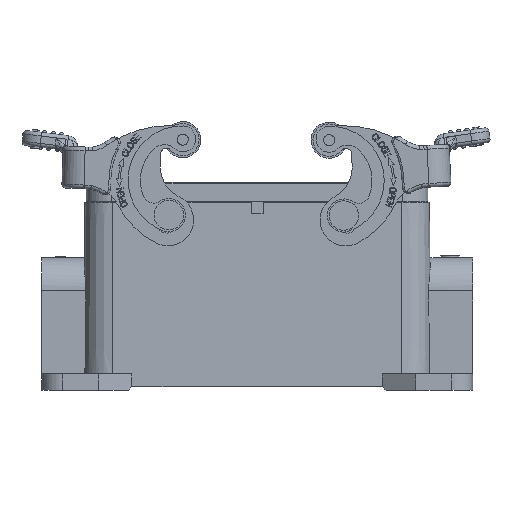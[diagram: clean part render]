
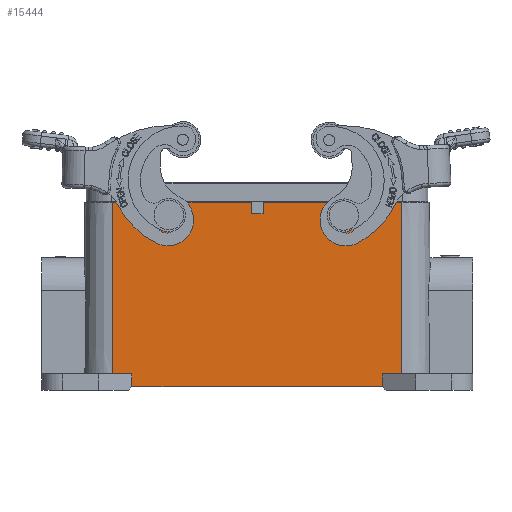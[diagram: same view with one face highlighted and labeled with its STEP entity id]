
A CAD part, front view. The second image highlights one B-rep face of the part: STEP entity #15444.
In plain terms, the highlighted planar face has unit normal (0, -1, 0.009).
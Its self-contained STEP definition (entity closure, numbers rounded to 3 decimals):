
#45=ELLIPSE('',#38096,1.5,1.5);
#46=ELLIPSE('',#38097,1.5,1.5);
#4076=LINE('',#65921,#6457);
#4077=LINE('',#65923,#6458);
#4089=LINE('',#65966,#6470);
#4094=LINE('',#65987,#6475);
#4101=LINE('',#66022,#6482);
#4130=LINE('',#66097,#6511);
#4133=LINE('',#66111,#6514);
#4140=LINE('',#66127,#6521);
#4274=LINE('',#66639,#6655);
#4287=LINE('',#66673,#6668);
#4289=LINE('',#66677,#6670);
#4290=LINE('',#66683,#6671);
#6457=VECTOR('',#45376,1.);
#6458=VECTOR('',#45379,1.);
#6470=VECTOR('',#45403,1.);
#6475=VECTOR('',#45414,1.);
#6482=VECTOR('',#45433,1.);
#6511=VECTOR('',#45506,1.);
#6514=VECTOR('',#45523,1.);
#6521=VECTOR('',#45534,1.);
#6655=VECTOR('',#45818,1.);
#6668=VECTOR('',#45853,1.);
#6670=VECTOR('',#45857,1.);
#6671=VECTOR('',#45864,1.);
#13747=PLANE('',#38098);
#15444=ADVANCED_FACE('',(#16357,#16358,#16359),#13747,.T.);
#16357=FACE_BOUND('',#18299,.T.);
#16358=FACE_BOUND('',#18300,.T.);
#16359=FACE_BOUND('',#18301,.T.);
#18299=EDGE_LOOP('',(#26887));
#18300=EDGE_LOOP('',(#26888));
#18301=EDGE_LOOP('',(#26889,#26890,#26891,#26892,#26893,#26894,#26895,#26896,
#26897,#26898,#26899,#26900));
#26887=ORIENTED_EDGE('',*,*,#34217,.T.);
#26888=ORIENTED_EDGE('',*,*,#34218,.T.);
#26889=ORIENTED_EDGE('',*,*,#34214,.T.);
#26890=ORIENTED_EDGE('',*,*,#34197,.T.);
#26891=ORIENTED_EDGE('',*,*,#34015,.F.);
#26892=ORIENTED_EDGE('',*,*,#34007,.T.);
#26893=ORIENTED_EDGE('',*,*,#34000,.F.);
#26894=ORIENTED_EDGE('',*,*,#34219,.T.);
#26895=ORIENTED_EDGE('',*,*,#33962,.F.);
#26896=ORIENTED_EDGE('',*,*,#33950,.T.);
#26897=ORIENTED_EDGE('',*,*,#33942,.T.);
#26898=ORIENTED_EDGE('',*,*,#33926,.T.);
#26899=ORIENTED_EDGE('',*,*,#33925,.F.);
#26900=ORIENTED_EDGE('',*,*,#34216,.F.);
#29684=VERTEX_POINT('',#65918);
#29685=VERTEX_POINT('',#65920);
#29686=VERTEX_POINT('',#65924);
#29699=VERTEX_POINT('',#65967);
#29704=VERTEX_POINT('',#65988);
#29714=VERTEX_POINT('',#66023);
#29735=VERTEX_POINT('',#66092);
#29737=VERTEX_POINT('',#66096);
#29742=VERTEX_POINT('',#66112);
#29749=VERTEX_POINT('',#66128);
#29869=VERTEX_POINT('',#66640);
#29879=VERTEX_POINT('',#66674);
#29880=VERTEX_POINT('',#66680);
#29881=VERTEX_POINT('',#66682);
#33925=EDGE_CURVE('',#29685,#29684,#4076,.T.);
#33926=EDGE_CURVE('',#29686,#29684,#4077,.T.);
#33942=EDGE_CURVE('',#29699,#29686,#4089,.T.);
#33950=EDGE_CURVE('',#29704,#29699,#4094,.T.);
#33962=EDGE_CURVE('',#29704,#29714,#4101,.T.);
#34000=EDGE_CURVE('',#29737,#29735,#4130,.T.);
#34007=EDGE_CURVE('',#29742,#29735,#4133,.T.);
#34015=EDGE_CURVE('',#29742,#29749,#4140,.T.);
#34197=EDGE_CURVE('',#29869,#29749,#4274,.T.);
#34214=EDGE_CURVE('',#29879,#29869,#4287,.T.);
#34216=EDGE_CURVE('',#29879,#29685,#4289,.T.);
#34217=EDGE_CURVE('',#29880,#29880,#45,.T.);
#34218=EDGE_CURVE('',#29881,#29881,#46,.T.);
#34219=EDGE_CURVE('',#29737,#29714,#4290,.T.);
#38096=AXIS2_PLACEMENT_3D('',#66679,#45860,#45861);
#38097=AXIS2_PLACEMENT_3D('',#66681,#45862,#45863);
#38098=AXIS2_PLACEMENT_3D('',#66684,#45865,#45866);
#45376=DIRECTION('',(1.,0.,0.));
#45379=DIRECTION('',(0.,-0.009,-1.));
#45403=DIRECTION('',(-1.,0.,0.));
#45414=DIRECTION('',(0.,0.009,1.));
#45433=DIRECTION('',(-1.,0.,0.));
#45506=DIRECTION('',(-1.,0.,0.));
#45523=DIRECTION('',(0.,-0.009,-1.));
#45534=DIRECTION('',(-1.,0.,0.));
#45818=DIRECTION('',(0.,-0.009,-1.));
#45853=DIRECTION('',(-1.,0.,0.));
#45857=DIRECTION('',(0.,-0.009,-1.));
#45860=DIRECTION('',(0.,1.,-0.009));
#45861=DIRECTION('',(0.,0.009,1.));
#45862=DIRECTION('',(0.,1.,-0.009));
#45863=DIRECTION('',(0.,0.009,1.));
#45864=DIRECTION('',(0.,0.009,1.));
#45865=DIRECTION('',(0.,-1.,0.009));
#45866=DIRECTION('',(-1.,0.,0.));
#65918=CARTESIAN_POINT('',(1.6,-21.526,21.5));
#65920=CARTESIAN_POINT('',(-1.6,-21.526,21.5));
#65921=CARTESIAN_POINT('',(-1.6,-21.526,21.5));
#65923=CARTESIAN_POINT('',(1.6,-21.5,24.5));
#65924=CARTESIAN_POINT('',(1.6,-21.5,24.5));
#65966=CARTESIAN_POINT('',(39.25,-21.5,24.5));
#65967=CARTESIAN_POINT('',(39.25,-21.5,24.5));
#65987=CARTESIAN_POINT('',(39.25,-21.906,-22.));
#65988=CARTESIAN_POINT('',(39.25,-21.906,-22.));
#66022=CARTESIAN_POINT('',(39.25,-21.906,-22.));
#66023=CARTESIAN_POINT('',(34.,-21.906,-22.));
#66092=CARTESIAN_POINT('',(-34.,-21.936,-25.5));
#66096=CARTESIAN_POINT('',(34.,-21.936,-25.5));
#66097=CARTESIAN_POINT('',(34.,-21.936,-25.5));
#66111=CARTESIAN_POINT('',(-34.,-21.906,-22.));
#66112=CARTESIAN_POINT('',(-34.,-21.906,-22.));
#66127=CARTESIAN_POINT('',(-34.,-21.906,-22.));
#66128=CARTESIAN_POINT('',(-39.25,-21.906,-22.));
#66639=CARTESIAN_POINT('',(-39.25,-21.5,24.5));
#66640=CARTESIAN_POINT('',(-39.25,-21.5,24.5));
#66673=CARTESIAN_POINT('',(-1.6,-21.5,24.5));
#66674=CARTESIAN_POINT('',(-1.6,-21.5,24.5));
#66677=CARTESIAN_POINT('',(-1.6,-21.5,24.5));
#66679=CARTESIAN_POINT('',(23.75,-21.531,21.));
#66680=CARTESIAN_POINT('',(23.75,-21.517,22.5));
#66681=CARTESIAN_POINT('',(-23.75,-21.531,21.));
#66682=CARTESIAN_POINT('',(-23.75,-21.517,22.5));
#66683=CARTESIAN_POINT('',(34.,-21.936,-25.5));
#66684=CARTESIAN_POINT('',(-41.628,-21.5,24.5));
